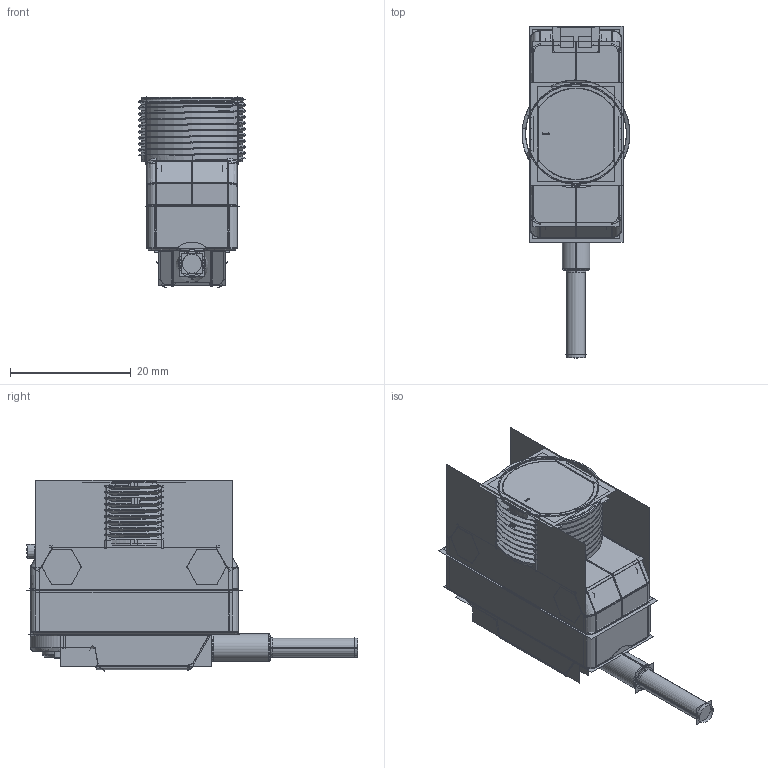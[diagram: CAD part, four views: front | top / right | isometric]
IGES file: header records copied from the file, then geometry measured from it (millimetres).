
Start section:  PTC IGES file: 204442.igs
Global section: file name: 204442.igs; native system: Creo Parametric by PTC Inc.; preprocessor: 2016260; author: pdmadmin; organization: Unknown; date: 20180621.073059; units: millimetre
Bounding box: 17.9 x 55.08 x 31.72 mm (x, y, z)
Volume: 6504.2 mm3; surface area: 68224.3 mm2
Topology: 10 solids, 12 shells, 2968 faces, 14680 edges, 18170 vertices
Faces by surface type: bspline 1880, revolution 1088
